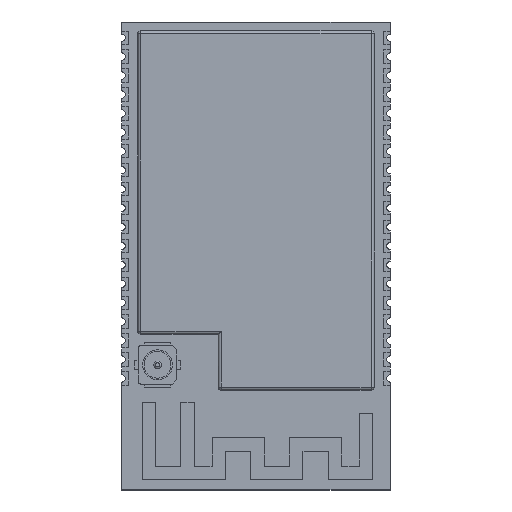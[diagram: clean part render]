
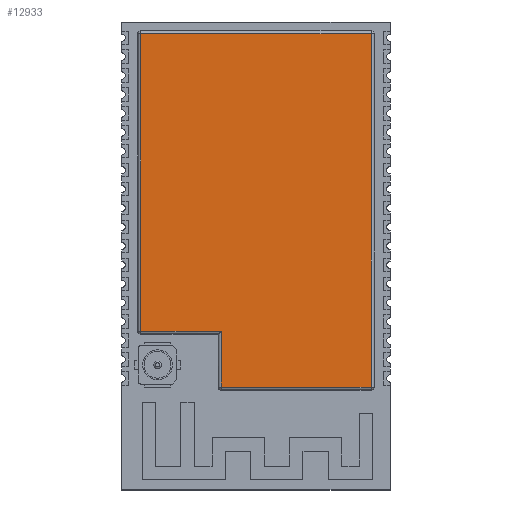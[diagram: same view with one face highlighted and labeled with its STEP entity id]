
A CAD part, top view. The second image highlights one B-rep face of the part: STEP entity #12933.
In plain terms, the highlighted planar face has unit normal (0, 0, 1).
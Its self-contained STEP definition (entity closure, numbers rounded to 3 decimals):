
#11960 = CYLINDRICAL_SURFACE('',#11961,0.2);
#11961 = AXIS2_PLACEMENT_3D('',#11962,#11963,#11964);
#11962 = CARTESIAN_POINT('',(1.275,-0.6,3.06));
#11963 = DIRECTION('',(0.,-1.,0.));
#11964 = DIRECTION('',(-1.,0.,0.));
#12394 = VERTEX_POINT('',#12395);
#12395 = CARTESIAN_POINT('',(1.275,-0.8,3.26));
#12417 = EDGE_CURVE('',#12394,#12418,#12420,.T.);
#12418 = VERTEX_POINT('',#12419);
#12419 = CARTESIAN_POINT('',(1.275,-20.75,3.26));
#12420 = SURFACE_CURVE('',#12421,(#12425,#12432),.PCURVE_S1.);
#12421 = LINE('',#12422,#12423);
#12422 = CARTESIAN_POINT('',(1.275,-0.6,3.26));
#12423 = VECTOR('',#12424,1.);
#12424 = DIRECTION('',(0.,-1.,0.));
#12425 = PCURVE('',#11960,#12426);
#12426 = DEFINITIONAL_REPRESENTATION('',(#12427),#12431);
#12427 = LINE('',#12428,#12429);
#12428 = CARTESIAN_POINT('',(-1.571,0.));
#12429 = VECTOR('',#12430,1.);
#12430 = DIRECTION('',(-0.,1.));
#12431 = ( GEOMETRIC_REPRESENTATION_CONTEXT(2) 
PARAMETRIC_REPRESENTATION_CONTEXT() REPRESENTATION_CONTEXT('2D SPACE',''
  ) );
#12432 = PCURVE('',#12433,#12438);
#12433 = PLANE('',#12434);
#12434 = AXIS2_PLACEMENT_3D('',#12435,#12436,#12437);
#12435 = CARTESIAN_POINT('',(9.253,-12.397,3.26));
#12436 = DIRECTION('',(0.,0.,1.));
#12437 = DIRECTION('',(1.,0.,0.));
#12438 = DEFINITIONAL_REPRESENTATION('',(#12439),#12443);
#12439 = LINE('',#12440,#12441);
#12440 = CARTESIAN_POINT('',(-7.978,11.797));
#12441 = VECTOR('',#12442,1.);
#12442 = DIRECTION('',(0.,-1.));
#12443 = ( GEOMETRIC_REPRESENTATION_CONTEXT(2) 
PARAMETRIC_REPRESENTATION_CONTEXT() REPRESENTATION_CONTEXT('2D SPACE',''
  ) );
#12508 = CYLINDRICAL_SURFACE('',#12509,0.2);
#12509 = AXIS2_PLACEMENT_3D('',#12510,#12511,#12512);
#12510 = CARTESIAN_POINT('',(16.925,-0.8,3.06));
#12511 = DIRECTION('',(-1.,0.,0.));
#12512 = DIRECTION('',(0.,1.,0.));
#12563 = CYLINDRICAL_SURFACE('',#12564,0.2);
#12564 = AXIS2_PLACEMENT_3D('',#12565,#12566,#12567);
#12565 = CARTESIAN_POINT('',(1.075,-20.75,3.06));
#12566 = DIRECTION('',(1.,0.,0.));
#12567 = DIRECTION('',(0.,-1.,0.));
#12650 = CYLINDRICAL_SURFACE('',#12651,0.2);
#12651 = AXIS2_PLACEMENT_3D('',#12652,#12653,#12654);
#12652 = CARTESIAN_POINT('',(6.675,-20.95,3.06));
#12653 = DIRECTION('',(0.,-1.,0.));
#12654 = DIRECTION('',(-1.,0.,0.));
#12725 = CYLINDRICAL_SURFACE('',#12726,0.2);
#12726 = AXIS2_PLACEMENT_3D('',#12727,#12728,#12729);
#12727 = CARTESIAN_POINT('',(16.725,-24.7,3.06));
#12728 = DIRECTION('',(0.,1.,0.));
#12729 = DIRECTION('',(1.,0.,0.));
#12867 = CYLINDRICAL_SURFACE('',#12868,0.2);
#12868 = AXIS2_PLACEMENT_3D('',#12869,#12870,#12871);
#12869 = CARTESIAN_POINT('',(6.475,-24.5,3.06));
#12870 = DIRECTION('',(1.,0.,0.));
#12871 = DIRECTION('',(0.,-1.,0.));
#12933 = ADVANCED_FACE('',(#12934),#12433,.T.);
#12934 = FACE_BOUND('',#12935,.T.);
#12935 = EDGE_LOOP('',(#12936,#12961,#12982,#12983,#13006,#13029));
#12936 = ORIENTED_EDGE('',*,*,#12937,.T.);
#12937 = EDGE_CURVE('',#12938,#12940,#12942,.T.);
#12938 = VERTEX_POINT('',#12939);
#12939 = CARTESIAN_POINT('',(16.725,-24.5,3.26));
#12940 = VERTEX_POINT('',#12941);
#12941 = CARTESIAN_POINT('',(16.725,-0.8,3.26));
#12942 = SURFACE_CURVE('',#12943,(#12947,#12954),.PCURVE_S1.);
#12943 = LINE('',#12944,#12945);
#12944 = CARTESIAN_POINT('',(16.725,-24.7,3.26));
#12945 = VECTOR('',#12946,1.);
#12946 = DIRECTION('',(0.,1.,0.));
#12947 = PCURVE('',#12433,#12948);
#12948 = DEFINITIONAL_REPRESENTATION('',(#12949),#12953);
#12949 = LINE('',#12950,#12951);
#12950 = CARTESIAN_POINT('',(7.472,-12.303));
#12951 = VECTOR('',#12952,1.);
#12952 = DIRECTION('',(0.,1.));
#12953 = ( GEOMETRIC_REPRESENTATION_CONTEXT(2) 
PARAMETRIC_REPRESENTATION_CONTEXT() REPRESENTATION_CONTEXT('2D SPACE',''
  ) );
#12954 = PCURVE('',#12725,#12955);
#12955 = DEFINITIONAL_REPRESENTATION('',(#12956),#12960);
#12956 = LINE('',#12957,#12958);
#12957 = CARTESIAN_POINT('',(-1.571,0.));
#12958 = VECTOR('',#12959,1.);
#12959 = DIRECTION('',(-0.,1.));
#12960 = ( GEOMETRIC_REPRESENTATION_CONTEXT(2) 
PARAMETRIC_REPRESENTATION_CONTEXT() REPRESENTATION_CONTEXT('2D SPACE',''
  ) );
#12961 = ORIENTED_EDGE('',*,*,#12962,.T.);
#12962 = EDGE_CURVE('',#12940,#12394,#12963,.T.);
#12963 = SURFACE_CURVE('',#12964,(#12968,#12975),.PCURVE_S1.);
#12964 = LINE('',#12965,#12966);
#12965 = CARTESIAN_POINT('',(16.925,-0.8,3.26));
#12966 = VECTOR('',#12967,1.);
#12967 = DIRECTION('',(-1.,0.,0.));
#12968 = PCURVE('',#12433,#12969);
#12969 = DEFINITIONAL_REPRESENTATION('',(#12970),#12974);
#12970 = LINE('',#12971,#12972);
#12971 = CARTESIAN_POINT('',(7.672,11.597));
#12972 = VECTOR('',#12973,1.);
#12973 = DIRECTION('',(-1.,0.));
#12974 = ( GEOMETRIC_REPRESENTATION_CONTEXT(2) 
PARAMETRIC_REPRESENTATION_CONTEXT() REPRESENTATION_CONTEXT('2D SPACE',''
  ) );
#12975 = PCURVE('',#12508,#12976);
#12976 = DEFINITIONAL_REPRESENTATION('',(#12977),#12981);
#12977 = LINE('',#12978,#12979);
#12978 = CARTESIAN_POINT('',(-1.571,0.));
#12979 = VECTOR('',#12980,1.);
#12980 = DIRECTION('',(-0.,1.));
#12981 = ( GEOMETRIC_REPRESENTATION_CONTEXT(2) 
PARAMETRIC_REPRESENTATION_CONTEXT() REPRESENTATION_CONTEXT('2D SPACE',''
  ) );
#12982 = ORIENTED_EDGE('',*,*,#12417,.T.);
#12983 = ORIENTED_EDGE('',*,*,#12984,.T.);
#12984 = EDGE_CURVE('',#12418,#12985,#12987,.T.);
#12985 = VERTEX_POINT('',#12986);
#12986 = CARTESIAN_POINT('',(6.675,-20.75,3.26));
#12987 = SURFACE_CURVE('',#12988,(#12992,#12999),.PCURVE_S1.);
#12988 = LINE('',#12989,#12990);
#12989 = CARTESIAN_POINT('',(1.075,-20.75,3.26));
#12990 = VECTOR('',#12991,1.);
#12991 = DIRECTION('',(1.,0.,0.));
#12992 = PCURVE('',#12433,#12993);
#12993 = DEFINITIONAL_REPRESENTATION('',(#12994),#12998);
#12994 = LINE('',#12995,#12996);
#12995 = CARTESIAN_POINT('',(-8.178,-8.353));
#12996 = VECTOR('',#12997,1.);
#12997 = DIRECTION('',(1.,0.));
#12998 = ( GEOMETRIC_REPRESENTATION_CONTEXT(2) 
PARAMETRIC_REPRESENTATION_CONTEXT() REPRESENTATION_CONTEXT('2D SPACE',''
  ) );
#12999 = PCURVE('',#12563,#13000);
#13000 = DEFINITIONAL_REPRESENTATION('',(#13001),#13005);
#13001 = LINE('',#13002,#13003);
#13002 = CARTESIAN_POINT('',(-1.571,0.));
#13003 = VECTOR('',#13004,1.);
#13004 = DIRECTION('',(-0.,1.));
#13005 = ( GEOMETRIC_REPRESENTATION_CONTEXT(2) 
PARAMETRIC_REPRESENTATION_CONTEXT() REPRESENTATION_CONTEXT('2D SPACE',''
  ) );
#13006 = ORIENTED_EDGE('',*,*,#13007,.T.);
#13007 = EDGE_CURVE('',#12985,#13008,#13010,.T.);
#13008 = VERTEX_POINT('',#13009);
#13009 = CARTESIAN_POINT('',(6.675,-24.5,3.26));
#13010 = SURFACE_CURVE('',#13011,(#13015,#13022),.PCURVE_S1.);
#13011 = LINE('',#13012,#13013);
#13012 = CARTESIAN_POINT('',(6.675,-20.95,3.26));
#13013 = VECTOR('',#13014,1.);
#13014 = DIRECTION('',(0.,-1.,0.));
#13015 = PCURVE('',#12433,#13016);
#13016 = DEFINITIONAL_REPRESENTATION('',(#13017),#13021);
#13017 = LINE('',#13018,#13019);
#13018 = CARTESIAN_POINT('',(-2.578,-8.553));
#13019 = VECTOR('',#13020,1.);
#13020 = DIRECTION('',(0.,-1.));
#13021 = ( GEOMETRIC_REPRESENTATION_CONTEXT(2) 
PARAMETRIC_REPRESENTATION_CONTEXT() REPRESENTATION_CONTEXT('2D SPACE',''
  ) );
#13022 = PCURVE('',#12650,#13023);
#13023 = DEFINITIONAL_REPRESENTATION('',(#13024),#13028);
#13024 = LINE('',#13025,#13026);
#13025 = CARTESIAN_POINT('',(-1.571,0.));
#13026 = VECTOR('',#13027,1.);
#13027 = DIRECTION('',(-0.,1.));
#13028 = ( GEOMETRIC_REPRESENTATION_CONTEXT(2) 
PARAMETRIC_REPRESENTATION_CONTEXT() REPRESENTATION_CONTEXT('2D SPACE',''
  ) );
#13029 = ORIENTED_EDGE('',*,*,#13030,.T.);
#13030 = EDGE_CURVE('',#13008,#12938,#13031,.T.);
#13031 = SURFACE_CURVE('',#13032,(#13036,#13043),.PCURVE_S1.);
#13032 = LINE('',#13033,#13034);
#13033 = CARTESIAN_POINT('',(6.475,-24.5,3.26));
#13034 = VECTOR('',#13035,1.);
#13035 = DIRECTION('',(1.,0.,0.));
#13036 = PCURVE('',#12433,#13037);
#13037 = DEFINITIONAL_REPRESENTATION('',(#13038),#13042);
#13038 = LINE('',#13039,#13040);
#13039 = CARTESIAN_POINT('',(-2.778,-12.103));
#13040 = VECTOR('',#13041,1.);
#13041 = DIRECTION('',(1.,0.));
#13042 = ( GEOMETRIC_REPRESENTATION_CONTEXT(2) 
PARAMETRIC_REPRESENTATION_CONTEXT() REPRESENTATION_CONTEXT('2D SPACE',''
  ) );
#13043 = PCURVE('',#12867,#13044);
#13044 = DEFINITIONAL_REPRESENTATION('',(#13045),#13049);
#13045 = LINE('',#13046,#13047);
#13046 = CARTESIAN_POINT('',(-1.571,0.));
#13047 = VECTOR('',#13048,1.);
#13048 = DIRECTION('',(-0.,1.));
#13049 = ( GEOMETRIC_REPRESENTATION_CONTEXT(2) 
PARAMETRIC_REPRESENTATION_CONTEXT() REPRESENTATION_CONTEXT('2D SPACE',''
  ) );
